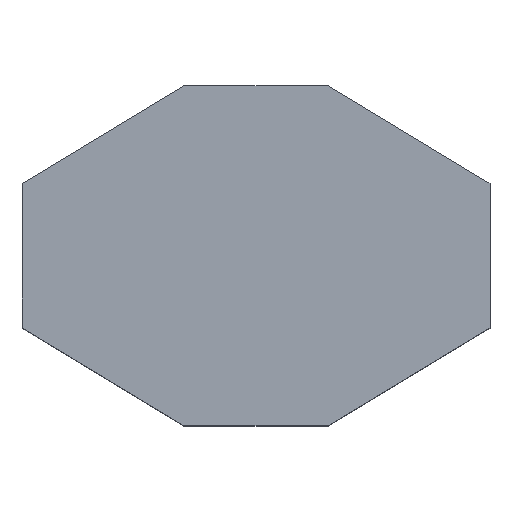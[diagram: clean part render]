
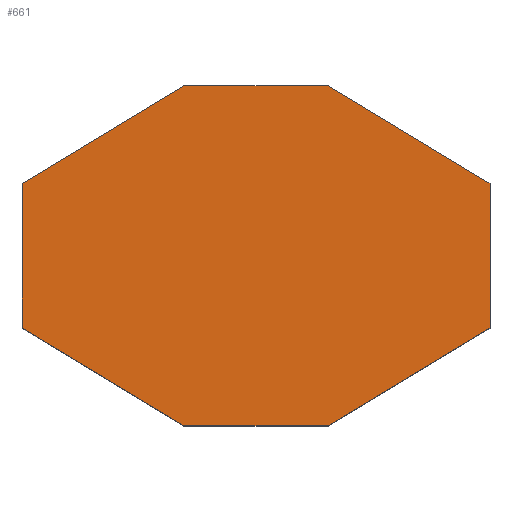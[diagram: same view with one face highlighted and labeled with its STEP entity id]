
A CAD part, top view. The second image highlights one B-rep face of the part: STEP entity #661.
In plain terms, the highlighted planar face has unit normal (0, 0, 1).
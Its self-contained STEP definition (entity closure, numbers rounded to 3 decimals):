
#39 = VERTEX_POINT('',#40);
#40 = CARTESIAN_POINT('',(-6.475,-2.,5.21));
#47 = PLANE('',#48);
#48 = AXIS2_PLACEMENT_3D('',#49,#50,#51);
#49 = CARTESIAN_POINT('',(-6.475,-2.,0.));
#50 = DIRECTION('',(-1.,0.,0.));
#51 = DIRECTION('',(0.,1.,0.));
#59 = PLANE('',#60);
#60 = AXIS2_PLACEMENT_3D('',#61,#62,#63);
#61 = CARTESIAN_POINT('',(-2.,-4.7,0.));
#62 = DIRECTION('',(-0.517,-0.856,0.));
#63 = DIRECTION('',(-0.856,0.517,0.));
#71 = EDGE_CURVE('',#39,#72,#74,.T.);
#72 = VERTEX_POINT('',#73);
#73 = CARTESIAN_POINT('',(-6.475,2.,5.21));
#74 = SURFACE_CURVE('',#75,(#79,#86),.PCURVE_S1.);
#75 = LINE('',#76,#77);
#76 = CARTESIAN_POINT('',(-6.475,-2.,5.21));
#77 = VECTOR('',#78,1.);
#78 = DIRECTION('',(0.,1.,0.));
#79 = PCURVE('',#47,#80);
#80 = DEFINITIONAL_REPRESENTATION('',(#81),#85);
#81 = LINE('',#82,#83);
#82 = CARTESIAN_POINT('',(0.,-5.21));
#83 = VECTOR('',#84,1.);
#84 = DIRECTION('',(1.,0.));
#85 = ( GEOMETRIC_REPRESENTATION_CONTEXT(2) 
PARAMETRIC_REPRESENTATION_CONTEXT() REPRESENTATION_CONTEXT('2D SPACE',''
  ) );
#86 = PCURVE('',#87,#92);
#87 = PLANE('',#88);
#88 = AXIS2_PLACEMENT_3D('',#89,#90,#91);
#89 = CARTESIAN_POINT('',(0.,0.,5.21));
#90 = DIRECTION('',(0.,0.,-1.));
#91 = DIRECTION('',(0.,-1.,0.));
#92 = DEFINITIONAL_REPRESENTATION('',(#93),#97);
#93 = LINE('',#94,#95);
#94 = CARTESIAN_POINT('',(2.,6.475));
#95 = VECTOR('',#96,1.);
#96 = DIRECTION('',(-1.,0.));
#97 = ( GEOMETRIC_REPRESENTATION_CONTEXT(2) 
PARAMETRIC_REPRESENTATION_CONTEXT() REPRESENTATION_CONTEXT('2D SPACE',''
  ) );
#115 = PLANE('',#116);
#116 = AXIS2_PLACEMENT_3D('',#117,#118,#119);
#117 = CARTESIAN_POINT('',(-6.475,2.,0.));
#118 = DIRECTION('',(-0.517,0.856,0.));
#119 = DIRECTION('',(0.856,0.517,0.));
#157 = EDGE_CURVE('',#72,#158,#160,.T.);
#158 = VERTEX_POINT('',#159);
#159 = CARTESIAN_POINT('',(-2.,4.7,5.21));
#160 = SURFACE_CURVE('',#161,(#165,#172),.PCURVE_S1.);
#161 = LINE('',#162,#163);
#162 = CARTESIAN_POINT('',(-6.475,2.,5.21));
#163 = VECTOR('',#164,1.);
#164 = DIRECTION('',(0.856,0.517,0.));
#165 = PCURVE('',#115,#166);
#166 = DEFINITIONAL_REPRESENTATION('',(#167),#171);
#167 = LINE('',#168,#169);
#168 = CARTESIAN_POINT('',(0.,-5.21));
#169 = VECTOR('',#170,1.);
#170 = DIRECTION('',(1.,0.));
#171 = ( GEOMETRIC_REPRESENTATION_CONTEXT(2) 
PARAMETRIC_REPRESENTATION_CONTEXT() REPRESENTATION_CONTEXT('2D SPACE',''
  ) );
#172 = PCURVE('',#87,#173);
#173 = DEFINITIONAL_REPRESENTATION('',(#174),#178);
#174 = LINE('',#175,#176);
#175 = CARTESIAN_POINT('',(-2.,6.475));
#176 = VECTOR('',#177,1.);
#177 = DIRECTION('',(-0.517,-0.856));
#178 = ( GEOMETRIC_REPRESENTATION_CONTEXT(2) 
PARAMETRIC_REPRESENTATION_CONTEXT() REPRESENTATION_CONTEXT('2D SPACE',''
  ) );
#196 = PLANE('',#197);
#197 = AXIS2_PLACEMENT_3D('',#198,#199,#200);
#198 = CARTESIAN_POINT('',(-2.,4.7,0.));
#199 = DIRECTION('',(0.,1.,0.));
#200 = DIRECTION('',(1.,0.,0.));
#233 = EDGE_CURVE('',#158,#234,#236,.T.);
#234 = VERTEX_POINT('',#235);
#235 = CARTESIAN_POINT('',(2.,4.7,5.21));
#236 = SURFACE_CURVE('',#237,(#241,#248),.PCURVE_S1.);
#237 = LINE('',#238,#239);
#238 = CARTESIAN_POINT('',(-2.,4.7,5.21));
#239 = VECTOR('',#240,1.);
#240 = DIRECTION('',(1.,0.,0.));
#241 = PCURVE('',#196,#242);
#242 = DEFINITIONAL_REPRESENTATION('',(#243),#247);
#243 = LINE('',#244,#245);
#244 = CARTESIAN_POINT('',(0.,-5.21));
#245 = VECTOR('',#246,1.);
#246 = DIRECTION('',(1.,0.));
#247 = ( GEOMETRIC_REPRESENTATION_CONTEXT(2) 
PARAMETRIC_REPRESENTATION_CONTEXT() REPRESENTATION_CONTEXT('2D SPACE',''
  ) );
#248 = PCURVE('',#87,#249);
#249 = DEFINITIONAL_REPRESENTATION('',(#250),#254);
#250 = LINE('',#251,#252);
#251 = CARTESIAN_POINT('',(-4.7,2.));
#252 = VECTOR('',#253,1.);
#253 = DIRECTION('',(0.,-1.));
#254 = ( GEOMETRIC_REPRESENTATION_CONTEXT(2) 
PARAMETRIC_REPRESENTATION_CONTEXT() REPRESENTATION_CONTEXT('2D SPACE',''
  ) );
#272 = PLANE('',#273);
#273 = AXIS2_PLACEMENT_3D('',#274,#275,#276);
#274 = CARTESIAN_POINT('',(2.,4.7,0.));
#275 = DIRECTION('',(0.517,0.856,-0.));
#276 = DIRECTION('',(0.856,-0.517,0.));
#309 = EDGE_CURVE('',#234,#310,#312,.T.);
#310 = VERTEX_POINT('',#311);
#311 = CARTESIAN_POINT('',(6.475,2.,5.21));
#312 = SURFACE_CURVE('',#313,(#317,#324),.PCURVE_S1.);
#313 = LINE('',#314,#315);
#314 = CARTESIAN_POINT('',(2.,4.7,5.21));
#315 = VECTOR('',#316,1.);
#316 = DIRECTION('',(0.856,-0.517,0.));
#317 = PCURVE('',#272,#318);
#318 = DEFINITIONAL_REPRESENTATION('',(#319),#323);
#319 = LINE('',#320,#321);
#320 = CARTESIAN_POINT('',(0.,-5.21));
#321 = VECTOR('',#322,1.);
#322 = DIRECTION('',(1.,0.));
#323 = ( GEOMETRIC_REPRESENTATION_CONTEXT(2) 
PARAMETRIC_REPRESENTATION_CONTEXT() REPRESENTATION_CONTEXT('2D SPACE',''
  ) );
#324 = PCURVE('',#87,#325);
#325 = DEFINITIONAL_REPRESENTATION('',(#326),#330);
#326 = LINE('',#327,#328);
#327 = CARTESIAN_POINT('',(-4.7,-2.));
#328 = VECTOR('',#329,1.);
#329 = DIRECTION('',(0.517,-0.856));
#330 = ( GEOMETRIC_REPRESENTATION_CONTEXT(2) 
PARAMETRIC_REPRESENTATION_CONTEXT() REPRESENTATION_CONTEXT('2D SPACE',''
  ) );
#348 = PLANE('',#349);
#349 = AXIS2_PLACEMENT_3D('',#350,#351,#352);
#350 = CARTESIAN_POINT('',(6.475,2.,0.));
#351 = DIRECTION('',(1.,0.,-0.));
#352 = DIRECTION('',(0.,-1.,0.));
#385 = EDGE_CURVE('',#310,#386,#388,.T.);
#386 = VERTEX_POINT('',#387);
#387 = CARTESIAN_POINT('',(6.475,-2.,5.21));
#388 = SURFACE_CURVE('',#389,(#393,#400),.PCURVE_S1.);
#389 = LINE('',#390,#391);
#390 = CARTESIAN_POINT('',(6.475,2.,5.21));
#391 = VECTOR('',#392,1.);
#392 = DIRECTION('',(0.,-1.,0.));
#393 = PCURVE('',#348,#394);
#394 = DEFINITIONAL_REPRESENTATION('',(#395),#399);
#395 = LINE('',#396,#397);
#396 = CARTESIAN_POINT('',(0.,-5.21));
#397 = VECTOR('',#398,1.);
#398 = DIRECTION('',(1.,0.));
#399 = ( GEOMETRIC_REPRESENTATION_CONTEXT(2) 
PARAMETRIC_REPRESENTATION_CONTEXT() REPRESENTATION_CONTEXT('2D SPACE',''
  ) );
#400 = PCURVE('',#87,#401);
#401 = DEFINITIONAL_REPRESENTATION('',(#402),#406);
#402 = LINE('',#403,#404);
#403 = CARTESIAN_POINT('',(-2.,-6.475));
#404 = VECTOR('',#405,1.);
#405 = DIRECTION('',(1.,0.));
#406 = ( GEOMETRIC_REPRESENTATION_CONTEXT(2) 
PARAMETRIC_REPRESENTATION_CONTEXT() REPRESENTATION_CONTEXT('2D SPACE',''
  ) );
#424 = PLANE('',#425);
#425 = AXIS2_PLACEMENT_3D('',#426,#427,#428);
#426 = CARTESIAN_POINT('',(6.475,-2.,0.));
#427 = DIRECTION('',(0.517,-0.856,0.));
#428 = DIRECTION('',(-0.856,-0.517,0.));
#461 = EDGE_CURVE('',#386,#462,#464,.T.);
#462 = VERTEX_POINT('',#463);
#463 = CARTESIAN_POINT('',(2.,-4.7,5.21));
#464 = SURFACE_CURVE('',#465,(#469,#476),.PCURVE_S1.);
#465 = LINE('',#466,#467);
#466 = CARTESIAN_POINT('',(6.475,-2.,5.21));
#467 = VECTOR('',#468,1.);
#468 = DIRECTION('',(-0.856,-0.517,0.));
#469 = PCURVE('',#424,#470);
#470 = DEFINITIONAL_REPRESENTATION('',(#471),#475);
#471 = LINE('',#472,#473);
#472 = CARTESIAN_POINT('',(0.,-5.21));
#473 = VECTOR('',#474,1.);
#474 = DIRECTION('',(1.,0.));
#475 = ( GEOMETRIC_REPRESENTATION_CONTEXT(2) 
PARAMETRIC_REPRESENTATION_CONTEXT() REPRESENTATION_CONTEXT('2D SPACE',''
  ) );
#476 = PCURVE('',#87,#477);
#477 = DEFINITIONAL_REPRESENTATION('',(#478),#482);
#478 = LINE('',#479,#480);
#479 = CARTESIAN_POINT('',(2.,-6.475));
#480 = VECTOR('',#481,1.);
#481 = DIRECTION('',(0.517,0.856));
#482 = ( GEOMETRIC_REPRESENTATION_CONTEXT(2) 
PARAMETRIC_REPRESENTATION_CONTEXT() REPRESENTATION_CONTEXT('2D SPACE',''
  ) );
#500 = PLANE('',#501);
#501 = AXIS2_PLACEMENT_3D('',#502,#503,#504);
#502 = CARTESIAN_POINT('',(2.,-4.7,0.));
#503 = DIRECTION('',(0.,-1.,0.));
#504 = DIRECTION('',(-1.,0.,0.));
#537 = EDGE_CURVE('',#462,#538,#540,.T.);
#538 = VERTEX_POINT('',#539);
#539 = CARTESIAN_POINT('',(-2.,-4.7,5.21));
#540 = SURFACE_CURVE('',#541,(#545,#552),.PCURVE_S1.);
#541 = LINE('',#542,#543);
#542 = CARTESIAN_POINT('',(2.,-4.7,5.21));
#543 = VECTOR('',#544,1.);
#544 = DIRECTION('',(-1.,0.,0.));
#545 = PCURVE('',#500,#546);
#546 = DEFINITIONAL_REPRESENTATION('',(#547),#551);
#547 = LINE('',#548,#549);
#548 = CARTESIAN_POINT('',(0.,-5.21));
#549 = VECTOR('',#550,1.);
#550 = DIRECTION('',(1.,0.));
#551 = ( GEOMETRIC_REPRESENTATION_CONTEXT(2) 
PARAMETRIC_REPRESENTATION_CONTEXT() REPRESENTATION_CONTEXT('2D SPACE',''
  ) );
#552 = PCURVE('',#87,#553);
#553 = DEFINITIONAL_REPRESENTATION('',(#554),#558);
#554 = LINE('',#555,#556);
#555 = CARTESIAN_POINT('',(4.7,-2.));
#556 = VECTOR('',#557,1.);
#557 = DIRECTION('',(0.,1.));
#558 = ( GEOMETRIC_REPRESENTATION_CONTEXT(2) 
PARAMETRIC_REPRESENTATION_CONTEXT() REPRESENTATION_CONTEXT('2D SPACE',''
  ) );
#608 = EDGE_CURVE('',#538,#39,#609,.T.);
#609 = SURFACE_CURVE('',#610,(#614,#621),.PCURVE_S1.);
#610 = LINE('',#611,#612);
#611 = CARTESIAN_POINT('',(-2.,-4.7,5.21));
#612 = VECTOR('',#613,1.);
#613 = DIRECTION('',(-0.856,0.517,0.));
#614 = PCURVE('',#59,#615);
#615 = DEFINITIONAL_REPRESENTATION('',(#616),#620);
#616 = LINE('',#617,#618);
#617 = CARTESIAN_POINT('',(0.,-5.21));
#618 = VECTOR('',#619,1.);
#619 = DIRECTION('',(1.,0.));
#620 = ( GEOMETRIC_REPRESENTATION_CONTEXT(2) 
PARAMETRIC_REPRESENTATION_CONTEXT() REPRESENTATION_CONTEXT('2D SPACE',''
  ) );
#621 = PCURVE('',#87,#622);
#622 = DEFINITIONAL_REPRESENTATION('',(#623),#627);
#623 = LINE('',#624,#625);
#624 = CARTESIAN_POINT('',(4.7,2.));
#625 = VECTOR('',#626,1.);
#626 = DIRECTION('',(-0.517,0.856));
#627 = ( GEOMETRIC_REPRESENTATION_CONTEXT(2) 
PARAMETRIC_REPRESENTATION_CONTEXT() REPRESENTATION_CONTEXT('2D SPACE',''
  ) );
#661 = ADVANCED_FACE('',(#662),#87,.F.);
#662 = FACE_BOUND('',#663,.F.);
#663 = EDGE_LOOP('',(#664,#665,#666,#667,#668,#669,#670,#671));
#664 = ORIENTED_EDGE('',*,*,#71,.T.);
#665 = ORIENTED_EDGE('',*,*,#157,.T.);
#666 = ORIENTED_EDGE('',*,*,#233,.T.);
#667 = ORIENTED_EDGE('',*,*,#309,.T.);
#668 = ORIENTED_EDGE('',*,*,#385,.T.);
#669 = ORIENTED_EDGE('',*,*,#461,.T.);
#670 = ORIENTED_EDGE('',*,*,#537,.T.);
#671 = ORIENTED_EDGE('',*,*,#608,.T.);
